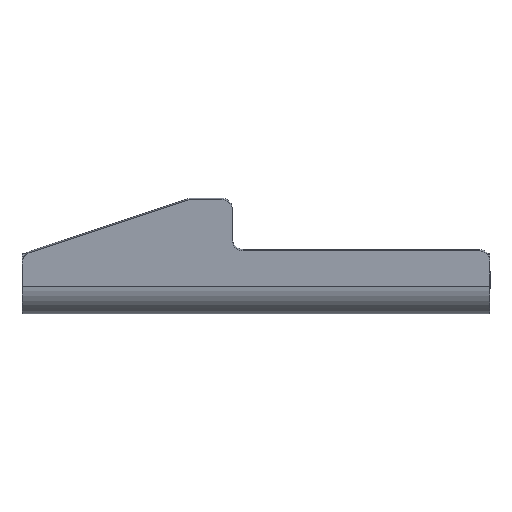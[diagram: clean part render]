
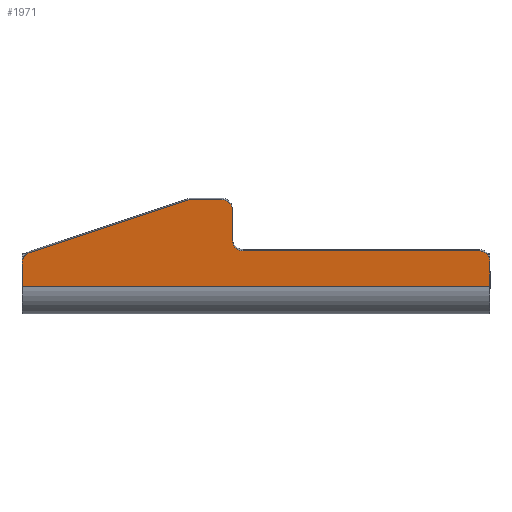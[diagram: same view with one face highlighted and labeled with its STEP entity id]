
A CAD part, left-side view. The second image highlights one B-rep face of the part: STEP entity #1971.
In plain terms, the highlighted planar face has unit normal (-0.996, 0, -0.087).
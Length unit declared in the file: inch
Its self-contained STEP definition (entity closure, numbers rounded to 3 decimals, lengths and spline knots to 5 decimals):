
#9 = ORIENTED_EDGE ( 'NONE', *, *, #3015, .T. ) ;
#83 = EDGE_CURVE ( 'NONE', #3036, #565, #2347, .T. ) ;
#218 = ORIENTED_EDGE ( 'NONE', *, *, #1349, .T. ) ;
#250 = EDGE_CURVE ( 'NONE', #4145, #3715, #2469, .T. ) ;
#272 = DIRECTION ( 'NONE',  ( -0.087, 0., 0.996 ) ) ;
#285 = ORIENTED_EDGE ( 'NONE', *, *, #618, .F. ) ;
#375 = VECTOR ( 'NONE', #972, 39.37008 ) ;
#391 = VERTEX_POINT ( 'NONE', #2028 ) ;
#399 = DIRECTION ( 'NONE',  ( 0.087, 0., -0.996 ) ) ;
#404 = CARTESIAN_POINT ( 'NONE',  ( -0.67405, 1.68326, 0.3551 ) ) ;
#505 = AXIS2_PLACEMENT_3D ( 'NONE', #600, #2934, #1255 ) ;
#565 = VERTEX_POINT ( 'NONE', #3929 ) ;
#593 = CARTESIAN_POINT ( 'NONE',  ( -0.66889, 1.6635, 0.29603 ) ) ;
#600 = CARTESIAN_POINT ( 'NONE',  ( -0.69572, 0.73986, 0.60274 ) ) ;
#618 = EDGE_CURVE ( 'NONE', #1036, #391, #3955, .T. ) ;
#700 = DIRECTION ( 'NONE',  ( -0.996, 0., -0.087 ) ) ;
#744 = CARTESIAN_POINT ( 'NONE',  ( -0.70117, 0.5625, 0.665 ) ) ;
#766 = VECTOR ( 'NONE', #1954, 39.37008 ) ;
#828 = AXIS2_PLACEMENT_3D ( 'NONE', #593, #2916, #2602 ) ;
#873 = LINE ( 'NONE', #894, #2232 ) ;
#894 = CARTESIAN_POINT ( 'NONE',  ( -0.70117, 0.5, 0.665 ) ) ;
#925 = CARTESIAN_POINT ( 'NONE',  ( -0.70117, -1., 0.665 ) ) ;
#972 = DIRECTION ( 'NONE',  ( -0.087, 0., 0.996 ) ) ;
#1036 = VERTEX_POINT ( 'NONE', #2581 ) ;
#1073 = EDGE_CURVE ( 'NONE', #2677, #3059, #4104, .T. ) ;
#1074 = DIRECTION ( 'NONE',  ( 0., 1., 0. ) ) ;
#1089 = ORIENTED_EDGE ( 'NONE', *, *, #3476, .F. ) ;
#1094 = VERTEX_POINT ( 'NONE', #1891 ) ;
#1177 = LINE ( 'NONE', #4062, #3786 ) ;
#1179 = CARTESIAN_POINT ( 'NONE',  ( -0.65696, 1.726, 0.15975 ) ) ;
#1226 = LINE ( 'NONE', #925, #375 ) ;
#1255 = DIRECTION ( 'NONE',  ( -0.087, 0., 0.996 ) ) ;
#1256 = DIRECTION ( 'NONE',  ( -0.996, 0., -0.087 ) ) ;
#1349 = EDGE_CURVE ( 'NONE', #565, #4145, #1177, .T. ) ;
#1364 = CARTESIAN_POINT ( 'NONE',  ( -0.65696, -1., 0.15975 ) ) ;
#1412 = ORIENTED_EDGE ( 'NONE', *, *, #2804, .F. ) ;
#1475 = VECTOR ( 'NONE', #1539, 39.37008 ) ;
#1503 = AXIS2_PLACEMENT_3D ( 'NONE', #2022, #700, #399 ) ;
#1539 = DIRECTION ( 'NONE',  ( 0.028, 0.949, -0.315 ) ) ;
#1557 = ORIENTED_EDGE ( 'NONE', *, *, #1838, .T. ) ;
#1570 = ORIENTED_EDGE ( 'NONE', *, *, #1073, .T. ) ;
#1626 = CARTESIAN_POINT ( 'NONE',  ( -0.68047, 0.4375, 0.4284 ) ) ;
#1637 = CARTESIAN_POINT ( 'NONE',  ( -0.70117, 1.5, 0.665 ) ) ;
#1638 = LINE ( 'NONE', #1637, #766 ) ;
#1662 = EDGE_CURVE ( 'NONE', #1667, #3036, #1226, .T. ) ;
#1667 = VERTEX_POINT ( 'NONE', #1364 ) ;
#1785 = VECTOR ( 'NONE', #1074, 39.37008 ) ;
#1838 = EDGE_CURVE ( 'NONE', #3715, #1094, #873, .T. ) ;
#1878 = DIRECTION ( 'NONE',  ( -0.087, 0., 0.996 ) ) ;
#1891 = CARTESIAN_POINT ( 'NONE',  ( -0.69572, 0.5, 0.60274 ) ) ;
#1954 = DIRECTION ( 'NONE',  ( 0., 1., 0. ) ) ;
#1956 = CARTESIAN_POINT ( 'NONE',  ( -0.70117, 1.5, 0.665 ) ) ;
#1971 = ADVANCED_FACE ( 'NONE', ( #2281 ), #2935, .T. ) ;
#2015 = AXIS2_PLACEMENT_3D ( 'NONE', #1626, #2990, #3387 ) ;
#2022 = CARTESIAN_POINT ( 'NONE',  ( -0.66957, -0.9375, 0.30388 ) ) ;
#2028 = CARTESIAN_POINT ( 'NONE',  ( -0.70117, 0.73986, 0.665 ) ) ;
#2232 = VECTOR ( 'NONE', #1878, 39.37008 ) ;
#2263 = DIRECTION ( 'NONE',  ( -0.996, 0., -0.087 ) ) ;
#2281 = FACE_OUTER_BOUND ( 'NONE', #3966, .T. ) ;
#2314 = ORIENTED_EDGE ( 'NONE', *, *, #1662, .T. ) ;
#2347 = CIRCLE ( 'NONE', #1503, 0.0625 ) ;
#2351 = EDGE_CURVE ( 'NONE', #1036, #2677, #3614, .T. ) ;
#2457 = CARTESIAN_POINT ( 'NONE',  ( -0.65696, 1.5, 0.15975 ) ) ;
#2469 = CIRCLE ( 'NONE', #2015, 0.0625 ) ;
#2581 = CARTESIAN_POINT ( 'NONE',  ( -0.70089, 0.75962, 0.6618 ) ) ;
#2599 = AXIS2_PLACEMENT_3D ( 'NONE', #1956, #1256, #4287 ) ;
#2602 = DIRECTION ( 'NONE',  ( 0.087, 0., -0.996 ) ) ;
#2603 = CIRCLE ( 'NONE', #3923, 0.0625 ) ;
#2666 = CARTESIAN_POINT ( 'NONE',  ( -0.66889, 1.726, 0.29603 ) ) ;
#2677 = VERTEX_POINT ( 'NONE', #404 ) ;
#2701 = ORIENTED_EDGE ( 'NONE', *, *, #2351, .T. ) ;
#2804 = EDGE_CURVE ( 'NONE', #1667, #3080, #3518, .T. ) ;
#2831 = VERTEX_POINT ( 'NONE', #744 ) ;
#2916 = DIRECTION ( 'NONE',  ( -0.996, 0., -0.087 ) ) ;
#2934 = DIRECTION ( 'NONE',  ( 0.996, 0., 0.087 ) ) ;
#2935 = PLANE ( 'NONE',  #2599 ) ;
#2990 = DIRECTION ( 'NONE',  ( 0.996, 0., 0.087 ) ) ;
#3015 = EDGE_CURVE ( 'NONE', #1094, #2831, #2603, .T. ) ;
#3024 = VECTOR ( 'NONE', #272, 39.37008 ) ;
#3036 = VERTEX_POINT ( 'NONE', #3242 ) ;
#3059 = VERTEX_POINT ( 'NONE', #2666 ) ;
#3080 = VERTEX_POINT ( 'NONE', #3998 ) ;
#3139 = ORIENTED_EDGE ( 'NONE', *, *, #83, .T. ) ;
#3222 = DIRECTION ( 'NONE',  ( 0.087, 0., -0.996 ) ) ;
#3242 = CARTESIAN_POINT ( 'NONE',  ( -0.66957, -1., 0.30388 ) ) ;
#3265 = CARTESIAN_POINT ( 'NONE',  ( -0.67502, 0.4375, 0.36614 ) ) ;
#3387 = DIRECTION ( 'NONE',  ( -0.087, 0., 0.996 ) ) ;
#3476 = EDGE_CURVE ( 'NONE', #3080, #3059, #4167, .T. ) ;
#3518 = LINE ( 'NONE', #2457, #1785 ) ;
#3579 = CARTESIAN_POINT ( 'NONE',  ( -0.70089, 0.75962, 0.6618 ) ) ;
#3595 = CARTESIAN_POINT ( 'NONE',  ( -0.69572, 0.5625, 0.60274 ) ) ;
#3614 = LINE ( 'NONE', #3579, #1475 ) ;
#3620 = ORIENTED_EDGE ( 'NONE', *, *, #250, .T. ) ;
#3715 = VERTEX_POINT ( 'NONE', #3822 ) ;
#3775 = DIRECTION ( 'NONE',  ( 0., 1., 0. ) ) ;
#3786 = VECTOR ( 'NONE', #3775, 39.37008 ) ;
#3821 = EDGE_CURVE ( 'NONE', #2831, #391, #1638, .T. ) ;
#3822 = CARTESIAN_POINT ( 'NONE',  ( -0.68047, 0.5, 0.4284 ) ) ;
#3857 = ORIENTED_EDGE ( 'NONE', *, *, #3821, .T. ) ;
#3923 = AXIS2_PLACEMENT_3D ( 'NONE', #3595, #2263, #3222 ) ;
#3929 = CARTESIAN_POINT ( 'NONE',  ( -0.67502, -0.9375, 0.36614 ) ) ;
#3955 = CIRCLE ( 'NONE', #505, 0.0625 ) ;
#3966 = EDGE_LOOP ( 'NONE', ( #3857, #285, #2701, #1570, #1089, #1412, #2314, #3139, #218, #3620, #1557, #9 ) ) ;
#3998 = CARTESIAN_POINT ( 'NONE',  ( -0.65696, 1.726, 0.15975 ) ) ;
#4062 = CARTESIAN_POINT ( 'NONE',  ( -0.67502, 1.5, 0.36614 ) ) ;
#4104 = CIRCLE ( 'NONE', #828, 0.0625 ) ;
#4145 = VERTEX_POINT ( 'NONE', #3265 ) ;
#4167 = LINE ( 'NONE', #1179, #3024 ) ;
#4287 = DIRECTION ( 'NONE',  ( -0.087, 0., 0.996 ) ) ;
